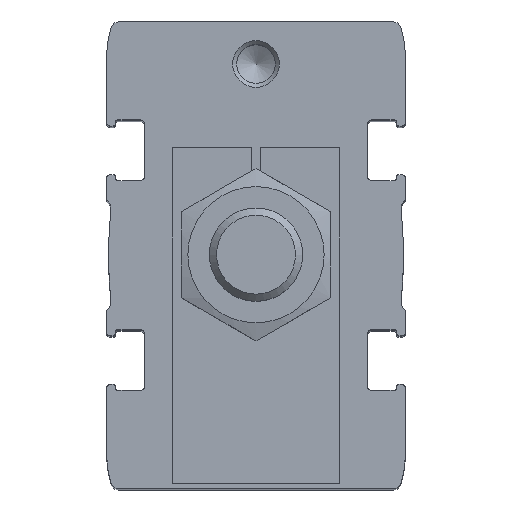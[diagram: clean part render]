
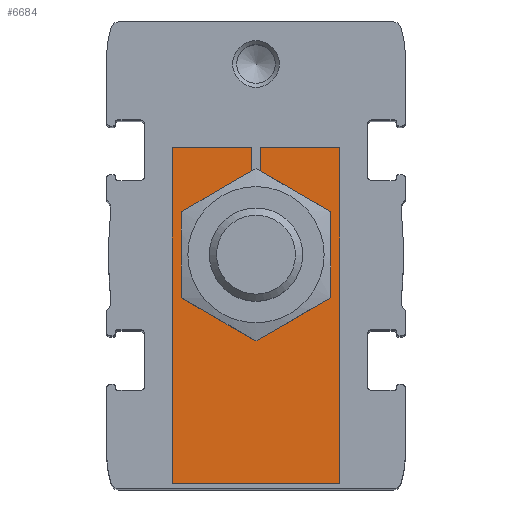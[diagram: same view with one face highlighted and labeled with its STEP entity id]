
A CAD part, top view. The second image highlights one B-rep face of the part: STEP entity #6684.
In plain terms, the highlighted planar face has unit normal (0, 0, 1).
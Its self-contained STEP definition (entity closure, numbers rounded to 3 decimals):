
#206=PLANE('',#7238);
#563=LINE('',#10455,#949);
#565=LINE('',#10460,#951);
#568=LINE('',#10468,#954);
#571=LINE('',#10474,#957);
#574=LINE('',#10482,#960);
#578=LINE('',#10493,#964);
#579=LINE('',#10495,#965);
#949=VECTOR('',#8611,1000.);
#951=VECTOR('',#8615,1000.);
#954=VECTOR('',#8622,1000.);
#957=VECTOR('',#8627,1000.);
#960=VECTOR('',#8634,1000.);
#964=VECTOR('',#8646,1000.);
#965=VECTOR('',#8647,1000.);
#1232=CIRCLE('',#7239,5.);
#2524=ORIENTED_EDGE('',*,*,#3310,.F.);
#2525=ORIENTED_EDGE('',*,*,#3291,.T.);
#2526=ORIENTED_EDGE('',*,*,#3297,.T.);
#2527=ORIENTED_EDGE('',*,*,#3300,.T.);
#2528=ORIENTED_EDGE('',*,*,#3304,.T.);
#2529=ORIENTED_EDGE('',*,*,#3293,.T.);
#2530=ORIENTED_EDGE('',*,*,#3311,.F.);
#2531=ORIENTED_EDGE('',*,*,#3312,.F.);
#3291=EDGE_CURVE('',#3819,#3821,#563,.T.);
#3293=EDGE_CURVE('',#3824,#3823,#565,.T.);
#3297=EDGE_CURVE('',#3821,#3827,#568,.T.);
#3300=EDGE_CURVE('',#3827,#3829,#571,.T.);
#3304=EDGE_CURVE('',#3829,#3824,#574,.T.);
#3310=EDGE_CURVE('',#3819,#3835,#578,.T.);
#3311=EDGE_CURVE('',#3836,#3823,#579,.T.);
#3312=EDGE_CURVE('',#3835,#3836,#1232,.T.);
#3819=VERTEX_POINT('',#10450);
#3821=VERTEX_POINT('',#10454);
#3823=VERTEX_POINT('',#10459);
#3824=VERTEX_POINT('',#10461);
#3827=VERTEX_POINT('',#10469);
#3829=VERTEX_POINT('',#10475);
#3835=VERTEX_POINT('',#10494);
#3836=VERTEX_POINT('',#10496);
#4280=EDGE_LOOP('',(#2524,#2525,#2526,#2527,#2528,#2529,#2530,#2531));
#4680=FACE_BOUND('',#4280,.T.);
#6684=ADVANCED_FACE('',(#4680),#206,.T.);
#7238=AXIS2_PLACEMENT_3D('',#10492,#8644,#8645);
#7239=AXIS2_PLACEMENT_3D('',#10497,#8648,#8649);
#8611=DIRECTION('',(-1.,0.,0.));
#8615=DIRECTION('',(-1.,0.,0.));
#8622=DIRECTION('',(0.,-1.,0.));
#8627=DIRECTION('',(1.,0.,0.));
#8634=DIRECTION('',(0.,1.,0.));
#8644=DIRECTION('',(0.,0.,1.));
#8645=DIRECTION('',(1.,0.,0.));
#8646=DIRECTION('',(0.,-1.,0.));
#8647=DIRECTION('',(0.,1.,0.));
#8648=DIRECTION('',(0.,0.,1.));
#8649=DIRECTION('',(1.,0.,0.));
#10450=CARTESIAN_POINT('',(-0.5,36.,0.));
#10454=CARTESIAN_POINT('',(-9.,36.,0.));
#10455=CARTESIAN_POINT('',(9.,36.,0.));
#10459=CARTESIAN_POINT('',(0.5,36.,0.));
#10460=CARTESIAN_POINT('',(9.,36.,0.));
#10461=CARTESIAN_POINT('',(9.,36.,0.));
#10468=CARTESIAN_POINT('',(-9.,36.,0.));
#10469=CARTESIAN_POINT('',(-9.,0.,0.));
#10474=CARTESIAN_POINT('',(-9.,0.,0.));
#10475=CARTESIAN_POINT('',(9.,0.,0.));
#10482=CARTESIAN_POINT('',(9.,0.,0.));
#10492=CARTESIAN_POINT('',(0.,0.,0.));
#10493=CARTESIAN_POINT('',(-0.5,36.,0.));
#10494=CARTESIAN_POINT('',(-0.5,29.475,0.));
#10495=CARTESIAN_POINT('',(0.5,29.475,0.));
#10496=CARTESIAN_POINT('',(0.5,29.475,0.));
#10497=CARTESIAN_POINT('',(0.,24.5,0.));
